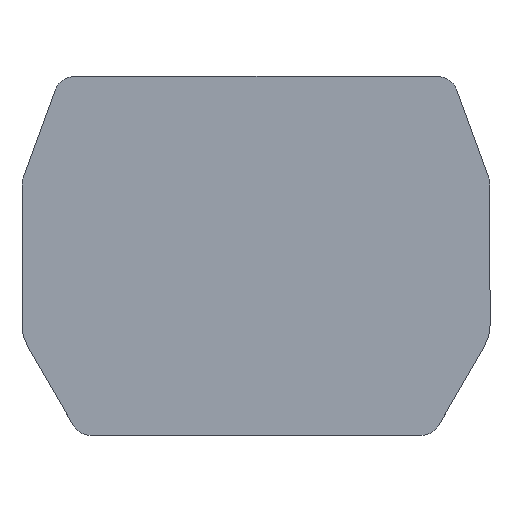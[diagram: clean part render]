
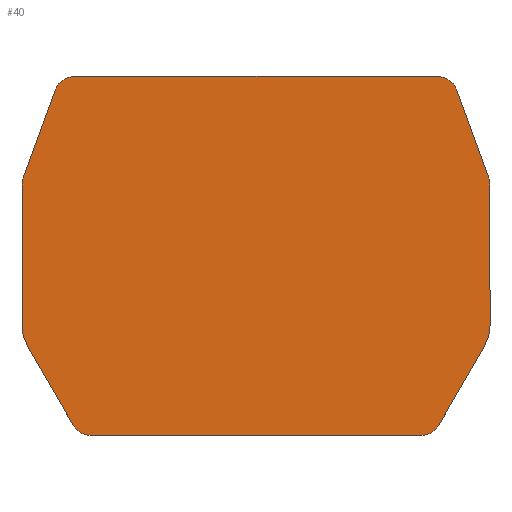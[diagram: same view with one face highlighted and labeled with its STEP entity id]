
A CAD part, top view. The second image highlights one B-rep face of the part: STEP entity #40.
In plain terms, the highlighted planar face has unit normal (0, 0, 1).
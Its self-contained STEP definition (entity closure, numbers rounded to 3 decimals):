
#8 = AXIS2_PLACEMENT_3D ( 'NONE', #77, #74, #66 ) ;
#9 = AXIS2_PLACEMENT_3D ( 'NONE', #110, #100, #89 ) ;
#11 = ORIENTED_EDGE ( 'NONE', *, *, #588, .T. ) ;
#13 = AXIS2_PLACEMENT_3D ( 'NONE', #138, #135, #132 ) ;
#18 = AXIS2_PLACEMENT_3D ( 'NONE', #218, #215, #213 ) ;
#19 = AXIS2_PLACEMENT_3D ( 'NONE', #194, #193, #192 ) ;
#26 = AXIS2_PLACEMENT_3D ( 'NONE', #261, #260, #259 ) ;
#40 = ADVANCED_FACE ( 'NONE', ( #265 ), #345, .T. ) ;
#42 = EDGE_CURVE ( 'NONE', #461, #411, #266, .T. ) ;
#44 = VECTOR ( 'NONE', #57, 1000. ) ;
#53 = LINE ( 'NONE', #62, #44 ) ;
#57 = DIRECTION ( 'NONE',  ( 0., 1., 0. ) ) ;
#58 = VECTOR ( 'NONE', #139, 1000. ) ;
#59 = CIRCLE ( 'NONE', #9, 2. ) ;
#61 = CIRCLE ( 'NONE', #8, 4. ) ;
#62 = CARTESIAN_POINT ( 'NONE',  ( 22.3, 28.12, 1.5 ) ) ;
#66 = DIRECTION ( 'NONE',  ( -1., 0., 0. ) ) ;
#73 = CIRCLE ( 'NONE', #13, 2. ) ;
#74 = DIRECTION ( 'NONE',  ( 0., 0., 1. ) ) ;
#77 = CARTESIAN_POINT ( 'NONE',  ( 18.3, 6.406, 1.5 ) ) ;
#79 = VECTOR ( 'NONE', #186, 1000. ) ;
#81 = LINE ( 'NONE', #148, #58 ) ;
#85 = VECTOR ( 'NONE', #202, 1000. ) ;
#86 = LINE ( 'NONE', #210, #85 ) ;
#87 = LINE ( 'NONE', #195, #79 ) ;
#89 = DIRECTION ( 'NONE',  ( -1., 0., 0. ) ) ;
#91 = CIRCLE ( 'NONE', #18, 4. ) ;
#93 = CIRCLE ( 'NONE', #19, 2. ) ;
#98 = VECTOR ( 'NONE', #236, 1000. ) ;
#100 = DIRECTION ( 'NONE',  ( 0., 0., -1. ) ) ;
#101 = LINE ( 'NONE', #239, #98 ) ;
#103 = VECTOR ( 'NONE', #244, 1000. ) ;
#106 = LINE ( 'NONE', #249, #103 ) ;
#110 = CARTESIAN_POINT ( 'NONE',  ( -20.3, 19.768, 1.5 ) ) ;
#111 = AXIS2_PLACEMENT_3D ( 'NONE', #582, #574, #570 ) ;
#117 = VECTOR ( 'NONE', #284, 1000. ) ;
#119 = CARTESIAN_POINT ( 'NONE',  ( -19.139, 28.804, 1.5 ) ) ;
#130 = CIRCLE ( 'NONE', #26, 2. ) ;
#132 = DIRECTION ( 'NONE',  ( 1., 0., 0. ) ) ;
#135 = DIRECTION ( 'NONE',  ( 0., 0., 1. ) ) ;
#136 = LINE ( 'NONE', #319, #117 ) ;
#138 = CARTESIAN_POINT ( 'NONE',  ( 15.691, -2.113, 1.5 ) ) ;
#139 = DIRECTION ( 'NONE',  ( 0.5, 0.866, 0. ) ) ;
#148 = CARTESIAN_POINT ( 'NONE',  ( 17.423, -3.113, 1.5 ) ) ;
#186 = DIRECTION ( 'NONE',  ( 1., 0., 0. ) ) ;
#192 = DIRECTION ( 'NONE',  ( 1., 0., 0. ) ) ;
#193 = DIRECTION ( 'NONE',  ( 0., 0., 1. ) ) ;
#194 = CARTESIAN_POINT ( 'NONE',  ( -15.691, -2.113, 1.5 ) ) ;
#195 = CARTESIAN_POINT ( 'NONE',  ( -17.26, -4.113, 1.5 ) ) ;
#202 = DIRECTION ( 'NONE',  ( 0.5, -0.866, 0. ) ) ;
#205 = VECTOR ( 'NONE', #514, 1000. ) ;
#207 = CARTESIAN_POINT ( 'NONE',  ( -17.26, 30.12, 1.5 ) ) ;
#210 = CARTESIAN_POINT ( 'NONE',  ( -21.764, 4.406, 1.5 ) ) ;
#213 = DIRECTION ( 'NONE',  ( -1., 0., 0. ) ) ;
#215 = DIRECTION ( 'NONE',  ( 0., 0., 1. ) ) ;
#216 = LINE ( 'NONE', #533, #205 ) ;
#218 = CARTESIAN_POINT ( 'NONE',  ( -18.3, 6.406, 1.5 ) ) ;
#222 = ORIENTED_EDGE ( 'NONE', *, *, #336, .F. ) ;
#233 = CARTESIAN_POINT ( 'NONE',  ( -22.3, 19.768, 1.5 ) ) ;
#234 = CARTESIAN_POINT ( 'NONE',  ( 22.3, 19.768, 1.5 ) ) ;
#236 = DIRECTION ( 'NONE',  ( 0., -1., 0. ) ) ;
#239 = CARTESIAN_POINT ( 'NONE',  ( -22.3, 28.12, 1.5 ) ) ;
#244 = DIRECTION ( 'NONE',  ( -0.342, -0.94, 0. ) ) ;
#248 = CARTESIAN_POINT ( 'NONE',  ( -22.179, 20.452, 1.5 ) ) ;
#249 = CARTESIAN_POINT ( 'NONE',  ( -19.139, 28.804, 1.5 ) ) ;
#251 = CARTESIAN_POINT ( 'NONE',  ( 17.423, -3.113, 1.5 ) ) ;
#256 = CARTESIAN_POINT ( 'NONE',  ( 15.691, -4.113, 1.5 ) ) ;
#259 = DIRECTION ( 'NONE',  ( -1., 0., 0. ) ) ;
#260 = DIRECTION ( 'NONE',  ( 0., 0., 1. ) ) ;
#261 = CARTESIAN_POINT ( 'NONE',  ( -17.26, 28.12, 1.5 ) ) ;
#265 = FACE_OUTER_BOUND ( 'NONE', #350, .T. ) ;
#266 = CIRCLE ( 'NONE', #300, 2. ) ;
#280 = ORIENTED_EDGE ( 'NONE', *, *, #527, .T. ) ;
#282 = AXIS2_PLACEMENT_3D ( 'NONE', #501, #451, #293 ) ;
#284 = DIRECTION ( 'NONE',  ( -1., 0., 0. ) ) ;
#285 = CARTESIAN_POINT ( 'NONE',  ( -21.764, 4.406, 1.5 ) ) ;
#291 = VERTEX_POINT ( 'NONE', #119 ) ;
#293 = DIRECTION ( 'NONE',  ( 1., 0., 0. ) ) ;
#300 = AXIS2_PLACEMENT_3D ( 'NONE', #431, #428, #419 ) ;
#301 = ORIENTED_EDGE ( 'NONE', *, *, #586, .T. ) ;
#310 = CARTESIAN_POINT ( 'NONE',  ( 22.179, 20.452, 1.5 ) ) ;
#319 = CARTESIAN_POINT ( 'NONE',  ( -17.26, 30.12, 1.5 ) ) ;
#328 = ORIENTED_EDGE ( 'NONE', *, *, #609, .F. ) ;
#336 = EDGE_CURVE ( 'NONE', #526, #563, #370, .T. ) ;
#345 = PLANE ( 'NONE',  #282 ) ;
#350 = EDGE_LOOP ( 'NONE', ( #422, #414, #280, #572, #469, #328, #606, #517, #301, #11, #541, #398, #585, #550, #427, #222 ) ) ;
#368 = EDGE_CURVE ( 'NONE', #526, #461, #216, .T. ) ;
#370 = CIRCLE ( 'NONE', #111, 2. ) ;
#375 = CARTESIAN_POINT ( 'NONE',  ( 21.764, 4.406, 1.5 ) ) ;
#386 = VERTEX_POINT ( 'NONE', #481 ) ;
#389 = CARTESIAN_POINT ( 'NONE',  ( -15.691, -4.113, 1.5 ) ) ;
#398 = ORIENTED_EDGE ( 'NONE', *, *, #597, .T. ) ;
#411 = VERTEX_POINT ( 'NONE', #450 ) ;
#414 = ORIENTED_EDGE ( 'NONE', *, *, #42, .T. ) ;
#419 = DIRECTION ( 'NONE',  ( -1., 0., 0. ) ) ;
#422 = ORIENTED_EDGE ( 'NONE', *, *, #368, .T. ) ;
#427 = ORIENTED_EDGE ( 'NONE', *, *, #613, .T. ) ;
#428 = DIRECTION ( 'NONE',  ( 0., 0., 1. ) ) ;
#431 = CARTESIAN_POINT ( 'NONE',  ( 17.26, 28.12, 1.5 ) ) ;
#435 = CARTESIAN_POINT ( 'NONE',  ( 22.3, 6.406, 1.5 ) ) ;
#437 = CARTESIAN_POINT ( 'NONE',  ( -17.423, -3.113, 1.5 ) ) ;
#438 = VERTEX_POINT ( 'NONE', #435 ) ;
#450 = CARTESIAN_POINT ( 'NONE',  ( 17.26, 30.12, 1.5 ) ) ;
#451 = DIRECTION ( 'NONE',  ( 0., 0., 1. ) ) ;
#457 = VERTEX_POINT ( 'NONE', #437 ) ;
#461 = VERTEX_POINT ( 'NONE', #484 ) ;
#469 = ORIENTED_EDGE ( 'NONE', *, *, #556, .T. ) ;
#481 = CARTESIAN_POINT ( 'NONE',  ( -22.3, 6.406, 1.5 ) ) ;
#483 = VERTEX_POINT ( 'NONE', #389 ) ;
#484 = CARTESIAN_POINT ( 'NONE',  ( 19.139, 28.804, 1.5 ) ) ;
#501 = CARTESIAN_POINT ( 'NONE',  ( -17.26, 28.12, 1.5 ) ) ;
#507 = VERTEX_POINT ( 'NONE', #375 ) ;
#514 = DIRECTION ( 'NONE',  ( -0.342, 0.94, 0. ) ) ;
#517 = ORIENTED_EDGE ( 'NONE', *, *, #575, .T. ) ;
#526 = VERTEX_POINT ( 'NONE', #310 ) ;
#527 = EDGE_CURVE ( 'NONE', #411, #584, #136, .T. ) ;
#533 = CARTESIAN_POINT ( 'NONE',  ( 22.179, 20.452, 1.5 ) ) ;
#537 = EDGE_CURVE ( 'NONE', #584, #291, #130, .T. ) ;
#541 = ORIENTED_EDGE ( 'NONE', *, *, #593, .T. ) ;
#547 = VERTEX_POINT ( 'NONE', #251 ) ;
#548 = VERTEX_POINT ( 'NONE', #256 ) ;
#549 = VERTEX_POINT ( 'NONE', #248 ) ;
#550 = ORIENTED_EDGE ( 'NONE', *, *, #610, .T. ) ;
#554 = VERTEX_POINT ( 'NONE', #285 ) ;
#556 = EDGE_CURVE ( 'NONE', #291, #549, #106, .T. ) ;
#560 = EDGE_CURVE ( 'NONE', #564, #386, #101, .T. ) ;
#563 = VERTEX_POINT ( 'NONE', #234 ) ;
#564 = VERTEX_POINT ( 'NONE', #233 ) ;
#570 = DIRECTION ( 'NONE',  ( -1., 0., 0. ) ) ;
#572 = ORIENTED_EDGE ( 'NONE', *, *, #537, .T. ) ;
#574 = DIRECTION ( 'NONE',  ( 0., 0., -1. ) ) ;
#575 = EDGE_CURVE ( 'NONE', #386, #554, #91, .T. ) ;
#582 = CARTESIAN_POINT ( 'NONE',  ( 20.3, 19.768, 1.5 ) ) ;
#584 = VERTEX_POINT ( 'NONE', #207 ) ;
#585 = ORIENTED_EDGE ( 'NONE', *, *, #604, .T. ) ;
#586 = EDGE_CURVE ( 'NONE', #554, #457, #86, .T. ) ;
#588 = EDGE_CURVE ( 'NONE', #457, #483, #93, .T. ) ;
#593 = EDGE_CURVE ( 'NONE', #483, #548, #87, .T. ) ;
#597 = EDGE_CURVE ( 'NONE', #548, #547, #73, .T. ) ;
#604 = EDGE_CURVE ( 'NONE', #547, #507, #81, .T. ) ;
#606 = ORIENTED_EDGE ( 'NONE', *, *, #560, .T. ) ;
#609 = EDGE_CURVE ( 'NONE', #564, #549, #59, .T. ) ;
#610 = EDGE_CURVE ( 'NONE', #507, #438, #61, .T. ) ;
#613 = EDGE_CURVE ( 'NONE', #438, #563, #53, .T. ) ;
